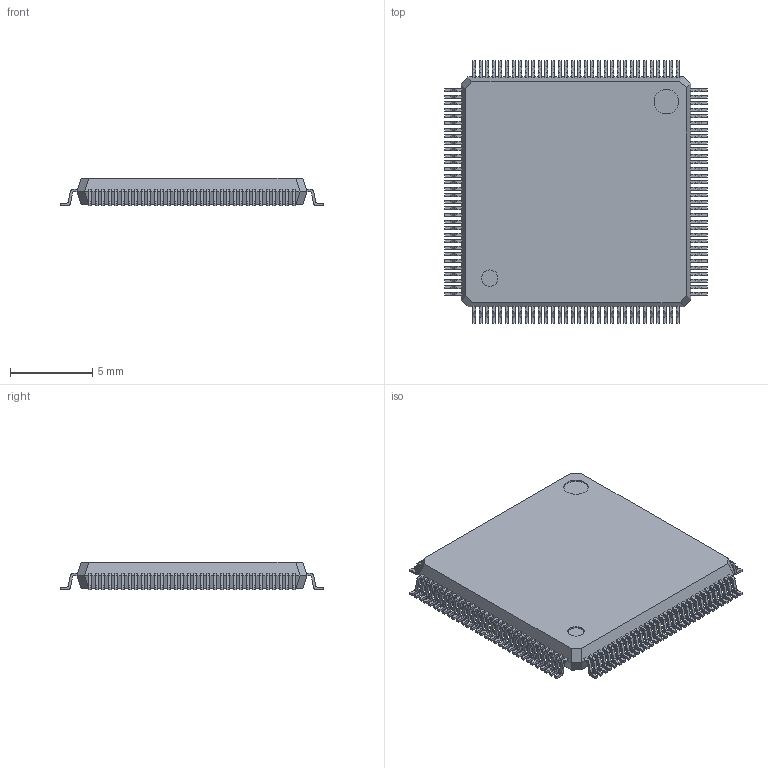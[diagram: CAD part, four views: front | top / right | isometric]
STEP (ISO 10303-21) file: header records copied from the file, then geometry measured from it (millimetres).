
FILE_DESCRIPTION (( 'STEP AP214' ), '1' );
FILE_NAME ('LQFP-128_L14.0-W14.0-P0.40-LS16.0-BL.STEP', '2024-03-01T04:45:25', ( '' ), ( '' ), 'SwSTEP 2.0', 'SolidWorks 2022', '' );
FILE_SCHEMA (( 'AUTOMOTIVE_DESIGN' ));
Length unit declared in the file: millimetre
Products named in the file (1): LQFP-128_L14.0-W14.0-P0.40-LS16.0-BL
Bounding box: 16 x 16 x 1.65 mm (x, y, z)
Volume: 307.3 mm3; surface area: 594.1 mm2
Topology: 1 solids, 1 shells, 1688 faces, 4788 edges, 3104 vertices
Faces by surface type: plane 1172, cylinder 516
Entity records: 54537 total; most frequent: CARTESIAN_POINT 9581, ORIENTED_EDGE 9576, DIRECTION 9198, EDGE_CURVE 4788, LINE 3756, VECTOR 3756, VERTEX_POINT 3104, AXIS2_PLACEMENT_3D 2721
